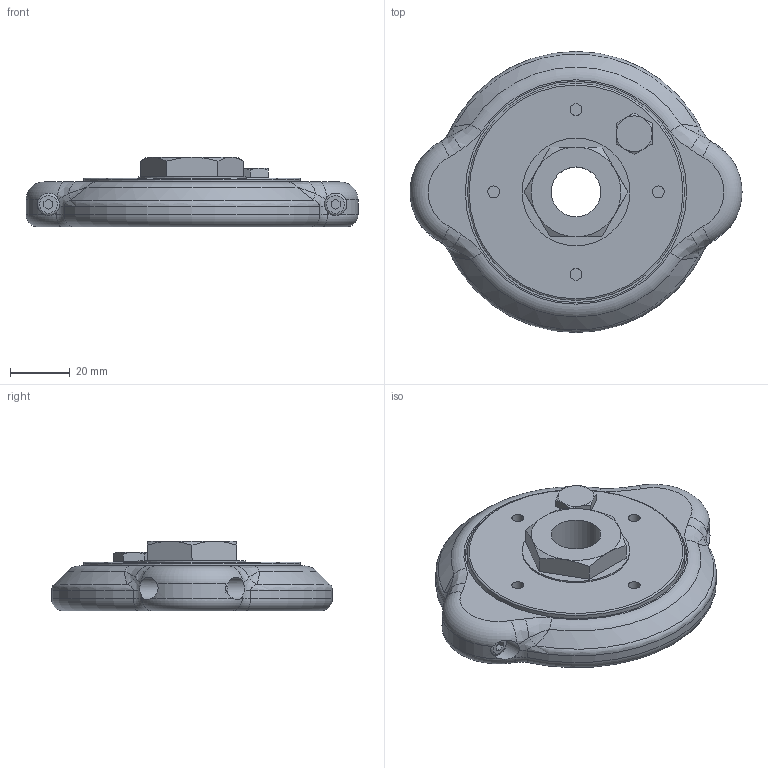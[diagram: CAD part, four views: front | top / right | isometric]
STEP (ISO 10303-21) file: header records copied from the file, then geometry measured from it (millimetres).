
FILE_DESCRIPTION( ( '' ), '1' );
FILE_NAME( '0106510.stp', '2002-09-30T05:26:59', ( 'Andreas Norlén' ), ( 'PIAB AB' ), 'XStep 1.0', 'SolidEdge', ' ' );
FILE_SCHEMA( ( 'CONFIG_CONTROL_DESIGN' ) );
Length unit declared in the file: millimetre
Products named in the file (1): 1
Bounding box: 111 x 94 x 23.25 mm (x, y, z)
Volume: 99572.7 mm3; surface area: 23143.4 mm2
Topology: 1 solids, 1 shells, 124 faces, 278 edges, 173 vertices
Faces by surface type: plane 47, cylinder 30, torus 17, bspline 16, cone 14
Full cylindrical faces by diameter (mm): 4 x4, 4.1 x2, 7.5 x4, 11 x1, 16.66 x1, 28 x1, 36 x1, 41 x1, 70 x1, 72.5 x1, 74 x1
Entity records: 4154 total; most frequent: CARTESIAN_POINT 1591, ORIENTED_EDGE 502, DIRECTION 500, EDGE_CURVE 251, AXIS2_PLACEMENT_3D 216, VERTEX_POINT 167, EDGE_LOOP 164, FACE_OUTER_BOUND 145
